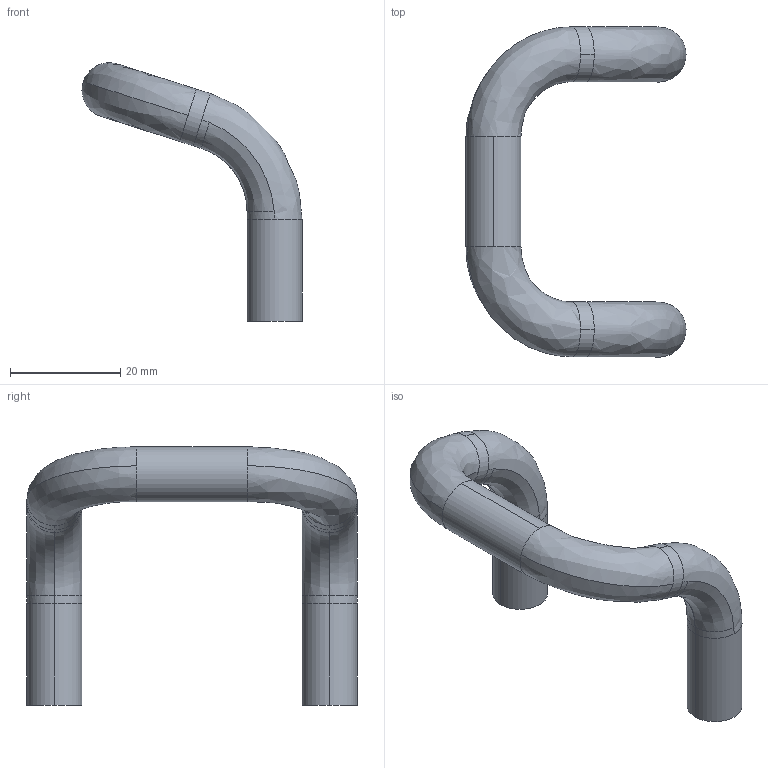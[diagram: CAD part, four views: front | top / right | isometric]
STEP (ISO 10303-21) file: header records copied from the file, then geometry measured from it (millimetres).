
FILE_DESCRIPTION( (''), '2;1');
FILE_NAME ('PC002.14408.崟庢庤3D僨乕僞_5522.stp','2024-05-17T15:32:24',(''),(''),'spGate 19.8.4 (****-****-****-****)','','');
FILE_SCHEMA (('AUTOMOTIVE_DESIGN'));
Length unit declared in the file: millimetre
Bounding box: 40 x 60 x 47 mm (x, y, z)
Volume: 11866.9 mm3; surface area: 5402.5 mm2
Topology: 1 solids, 1 shells, 38 faces, 94 edges, 60 vertices
Faces by surface type: bspline 18, cylinder 16, plane 4
Entity records: 2375 total; most frequent: CARTESIAN_POINT 796, ORIENTED_EDGE 188, DIRECTION 160, COLOUR_RGB 133, PRESENTATION_STYLE_ASSIGNMENT 133, STYLED_ITEM 133, EDGE_CURVE 94, DRAUGHTING_PRE_DEFINED_CURVE_FONT 94
